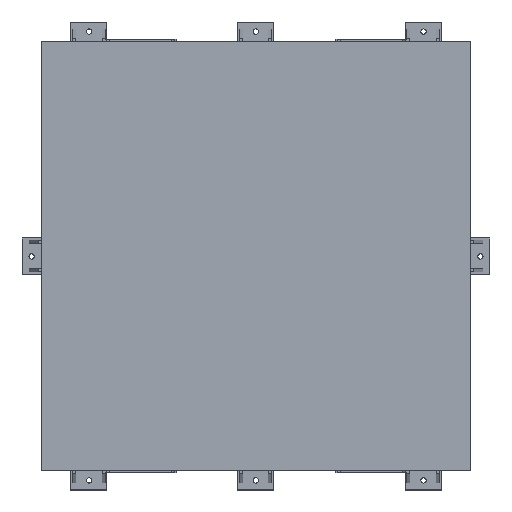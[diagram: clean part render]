
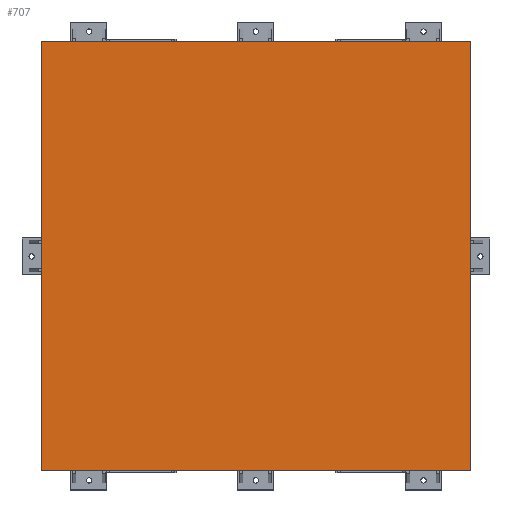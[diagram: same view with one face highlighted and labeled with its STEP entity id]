
A CAD part, top view. The second image highlights one B-rep face of the part: STEP entity #707.
In plain terms, the highlighted planar face has unit normal (0, 0, 1).
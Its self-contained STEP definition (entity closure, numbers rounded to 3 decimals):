
#707=ADVANCED_FACE('',(#1279),#969,.T.);
#969=PLANE('',#7380);
#1279=FACE_OUTER_BOUND('',#1669,.T.);
#1669=EDGE_LOOP('',(#3611,#3612,#3613,#3614));
#3611=ORIENTED_EDGE('',*,*,#5231,.F.);
#3612=ORIENTED_EDGE('',*,*,#5232,.F.);
#3613=ORIENTED_EDGE('',*,*,#5233,.F.);
#3614=ORIENTED_EDGE('',*,*,#5234,.F.);
#4255=VERTEX_POINT('',#11138);
#4256=VERTEX_POINT('',#11139);
#4257=VERTEX_POINT('',#11141);
#4258=VERTEX_POINT('',#11143);
#5231=EDGE_CURVE('',#4255,#4256,#6051,.T.);
#5232=EDGE_CURVE('',#4257,#4255,#6052,.T.);
#5233=EDGE_CURVE('',#4258,#4257,#6053,.T.);
#5234=EDGE_CURVE('',#4256,#4258,#6054,.T.);
#6051=LINE('',#11137,#6871);
#6052=LINE('',#11140,#6872);
#6053=LINE('',#11142,#6873);
#6054=LINE('',#11144,#6874);
#6871=VECTOR('',#9188,1.);
#6872=VECTOR('',#9189,1.);
#6873=VECTOR('',#9190,1.);
#6874=VECTOR('',#9191,1.);
#7380=AXIS2_PLACEMENT_3D('',#11145,#9192,#9193);
#9188=DIRECTION('',(-1.,0.,0.));
#9189=DIRECTION('',(0.,-1.,0.));
#9190=DIRECTION('',(1.,0.,0.));
#9191=DIRECTION('',(0.,1.,0.));
#9192=DIRECTION('',(0.,0.,1.));
#9193=DIRECTION('',(1.,0.,0.));
#11137=CARTESIAN_POINT('',(-900.,0.,0.));
#11138=CARTESIAN_POINT('',(0.,0.,0.));
#11139=CARTESIAN_POINT('',(-1800.,0.,0.));
#11140=CARTESIAN_POINT('',(0.,900.,0.));
#11141=CARTESIAN_POINT('',(0.,1800.,0.));
#11142=CARTESIAN_POINT('',(-900.,1800.,0.));
#11143=CARTESIAN_POINT('',(-1800.,1800.,0.));
#11144=CARTESIAN_POINT('',(-1800.,900.,0.));
#11145=CARTESIAN_POINT('',(-900.,900.,0.));
